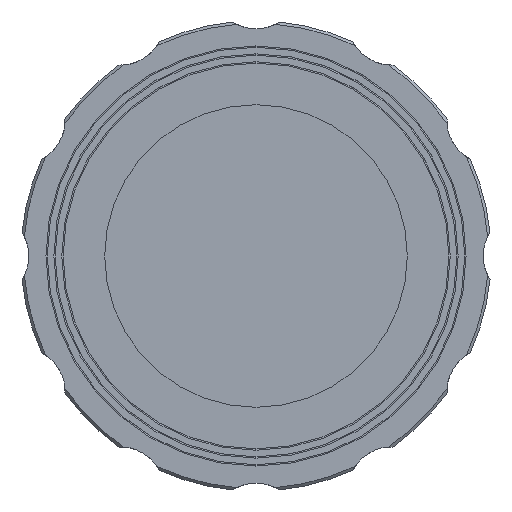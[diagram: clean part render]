
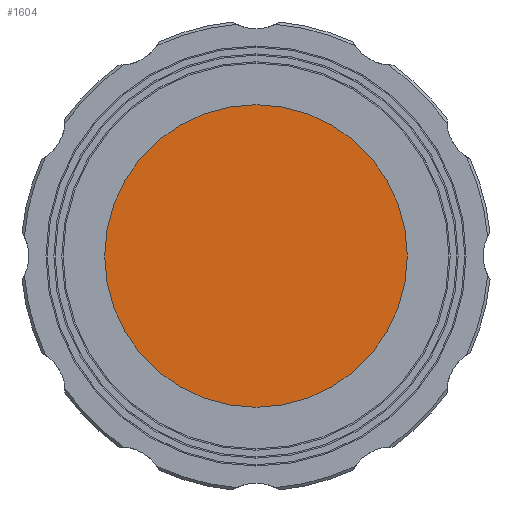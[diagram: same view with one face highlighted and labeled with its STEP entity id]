
A CAD part, front view. The second image highlights one B-rep face of the part: STEP entity #1604.
In plain terms, the highlighted planar face has unit normal (0, -1, 0).
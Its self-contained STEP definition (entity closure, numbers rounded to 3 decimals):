
#53 = EDGE_LOOP ( 'NONE', ( #1204, #1206 ) ) ;
#629 = VERTEX_POINT ( 'NONE', #14108 ) ;
#760 = VERTEX_POINT ( 'NONE', #12665 ) ;
#1204 = ORIENTED_EDGE ( 'NONE', *, *, #1454, .T. ) ;
#1206 = ORIENTED_EDGE ( 'NONE', *, *, #1569, .T. ) ;
#1454 = EDGE_CURVE ( 'NONE', #760, #629, #6176, .T. ) ;
#1569 = EDGE_CURVE ( 'NONE', #629, #760, #1970, .T. ) ;
#1604 = ADVANCED_FACE ( 'NONE', ( #10837 ), #10842, .F. ) ;
#1956 = AXIS2_PLACEMENT_3D ( 'NONE', #10839, #10844, #10845 ) ;
#1970 = CIRCLE ( 'NONE', #2021, 114.5 ) ;
#2021 = AXIS2_PLACEMENT_3D ( 'NONE', #10077, #10047, #10046 ) ;
#6176 = CIRCLE ( 'NONE', #6177, 114.5 ) ;
#6177 = AXIS2_PLACEMENT_3D ( 'NONE', #6836, #6960, #6858 ) ;
#6836 = CARTESIAN_POINT ( 'NONE',  ( 0., 2., 0. ) ) ;
#6858 = DIRECTION ( 'NONE',  ( 0., 0., -1. ) ) ;
#6960 = DIRECTION ( 'NONE',  ( 0., -1., 0. ) ) ;
#10046 = DIRECTION ( 'NONE',  ( 0., 0., -1. ) ) ;
#10047 = DIRECTION ( 'NONE',  ( 0., -1., 0. ) ) ;
#10077 = CARTESIAN_POINT ( 'NONE',  ( 0., 2., 0. ) ) ;
#10837 = FACE_OUTER_BOUND ( 'NONE', #53, .T. ) ;
#10839 = CARTESIAN_POINT ( 'NONE',  ( 0., 2., 0. ) ) ;
#10842 = PLANE ( 'NONE',  #1956 ) ;
#10844 = DIRECTION ( 'NONE',  ( 0., 1., 0. ) ) ;
#10845 = DIRECTION ( 'NONE',  ( 0., 0., 1. ) ) ;
#12665 = CARTESIAN_POINT ( 'NONE',  ( 0., 2., -114.5 ) ) ;
#14108 = CARTESIAN_POINT ( 'NONE',  ( 0., 2., 114.5 ) ) ;
